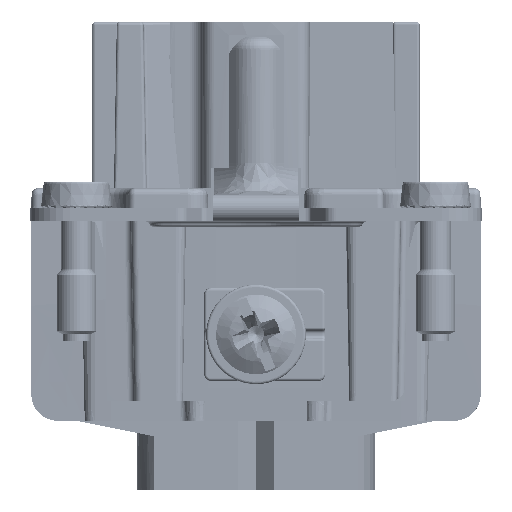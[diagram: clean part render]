
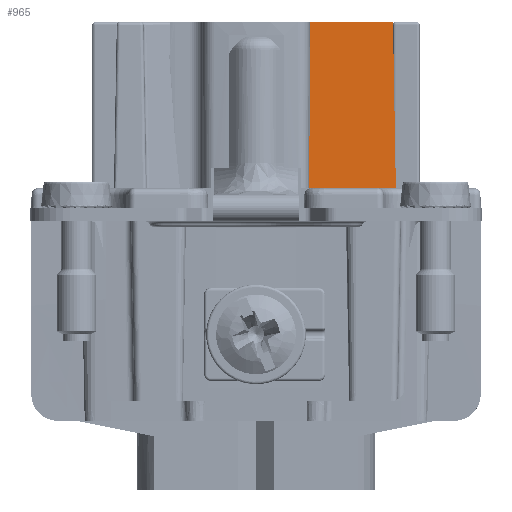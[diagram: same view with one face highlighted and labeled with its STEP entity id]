
A CAD part, front view. The second image highlights one B-rep face of the part: STEP entity #965.
In plain terms, the highlighted planar face has unit normal (0, -1, 0.018).
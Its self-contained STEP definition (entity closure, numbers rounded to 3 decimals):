
#929=AXIS2_PLACEMENT_3D('Plane Axis2P3D',#926,#927,#928) ;
#926=CARTESIAN_POINT('Axis2P3D Location',(20.8,14.,35.2)) ;
#932=CARTESIAN_POINT('Control Point',(21.06,14.,35.2)) ;
#933=CARTESIAN_POINT('Control Point',(21.034,13.927,31.033)) ;
#934=CARTESIAN_POINT('Control Point',(21.017,13.855,26.867)) ;
#935=CARTESIAN_POINT('Control Point',(21.008,13.782,22.7)) ;
#936=CARTESIAN_POINT('Vertex',(21.06,14.,35.2)) ;
#938=CARTESIAN_POINT('Vertex',(21.008,13.782,22.7)) ;
#941=CARTESIAN_POINT('Line Origine',(24.15,13.782,22.7)) ;
#945=CARTESIAN_POINT('Vertex',(27.518,13.782,22.7)) ;
#949=CARTESIAN_POINT('Control Point',(27.518,13.782,22.7)) ;
#950=CARTESIAN_POINT('Control Point',(27.3,14.,35.2)) ;
#951=CARTESIAN_POINT('Vertex',(27.3,14.,35.2)) ;
#954=CARTESIAN_POINT('Line Origine',(24.15,14.,35.2)) ;
#927=DIRECTION('Axis2P3D Direction',(0.,1.,-0.017)) ;
#928=DIRECTION('Axis2P3D XDirection',(1.,0.,0.)) ;
#942=DIRECTION('Vector Direction',(1.,0.,0.)) ;
#955=DIRECTION('Vector Direction',(1.,0.,0.)) ;
#943=VECTOR('Line Direction',#942,1.) ;
#956=VECTOR('Line Direction',#955,1.) ;
#960=ORIENTED_EDGE('',*,*,#940,.T.) ;
#961=ORIENTED_EDGE('',*,*,#947,.T.) ;
#962=ORIENTED_EDGE('',*,*,#953,.T.) ;
#963=ORIENTED_EDGE('',*,*,#958,.F.) ;
#965=ADVANCED_FACE('Hauptk\X2\00F6\X0\rper',(#964),#930,.F.) ;
#931=B_SPLINE_CURVE_WITH_KNOTS('',3,(#932,#933,#934,#935),.UNSPECIFIED.,.F.,.U.,(4,4),(0.,17.681),.UNSPECIFIED.) ;
#948=B_SPLINE_CURVE_WITH_KNOTS('',1,(#949,#950),.UNSPECIFIED.,.F.,.U.,(2,2),(-5.752,6.752),.UNSPECIFIED.) ;
#940=EDGE_CURVE('',#937,#939,#931,.T.) ;
#947=EDGE_CURVE('',#939,#946,#944,.T.) ;
#953=EDGE_CURVE('',#946,#952,#948,.T.) ;
#958=EDGE_CURVE('',#937,#952,#957,.T.) ;
#959=EDGE_LOOP('',(#960,#961,#962,#963)) ;
#964=FACE_OUTER_BOUND('',#959,.T.) ;
#944=LINE('Line',#941,#943) ;
#957=LINE('Line',#954,#956) ;
#930=PLANE('',#929) ;
#937=VERTEX_POINT('',#936) ;
#939=VERTEX_POINT('',#938) ;
#946=VERTEX_POINT('',#945) ;
#952=VERTEX_POINT('',#951) ;
